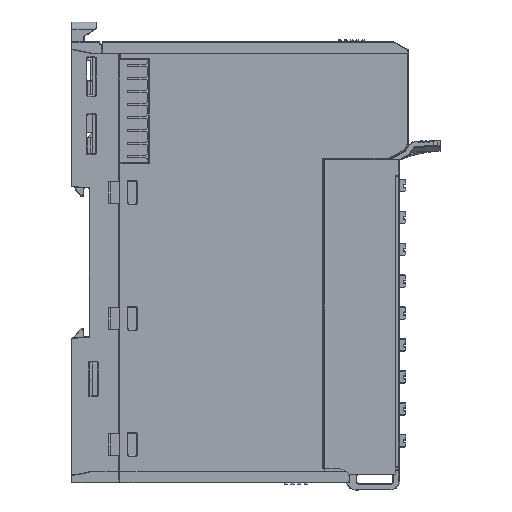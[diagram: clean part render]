
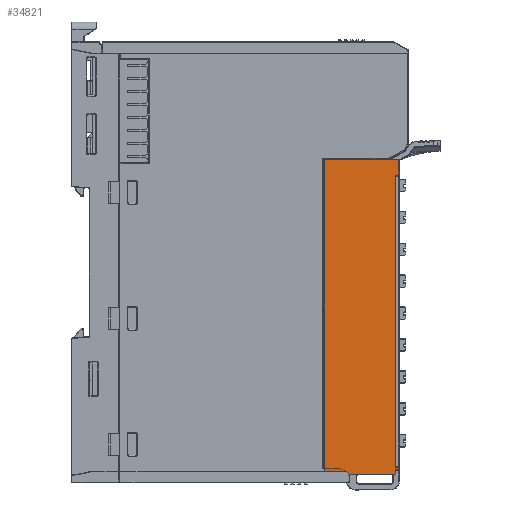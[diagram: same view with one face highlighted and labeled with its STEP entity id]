
A CAD part, left-side view. The second image highlights one B-rep face of the part: STEP entity #34821.
In plain terms, the highlighted planar face has unit normal (-1, 0, 0).
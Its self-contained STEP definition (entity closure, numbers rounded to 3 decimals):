
#27324=FACE_OUTER_BOUND('',#64544,.T.);
#34821=ADVANCED_FACE('',(#27324),#37736,.T.);
#37736=PLANE('',#151142);
#44682=LINE('',#264463,#54464);
#44694=LINE('',#264555,#54476);
#44696=LINE('',#264564,#54478);
#45271=LINE('',#266154,#55053);
#45272=LINE('',#266158,#55054);
#45273=LINE('',#266160,#55055);
#45274=LINE('',#266162,#55056);
#45275=LINE('',#266164,#55057);
#45276=LINE('',#266165,#55058);
#45277=LINE('',#266167,#55059);
#45278=LINE('',#266169,#55060);
#54464=VECTOR('',#179334,1.);
#54476=VECTOR('',#179390,1.);
#54478=VECTOR('',#179398,1.);
#55053=VECTOR('',#180967,1.);
#55054=VECTOR('',#180972,1.);
#55055=VECTOR('',#180973,1.);
#55056=VECTOR('',#180974,1.);
#55057=VECTOR('',#180975,1.);
#55058=VECTOR('',#180976,1.);
#55059=VECTOR('',#180977,1.);
#55060=VECTOR('',#180978,1.);
#64544=EDGE_LOOP('',(#95522,#95523,#95524,#95525,#95526,#95527,#95528,#95529,
#95530,#95531,#95532));
#95522=ORIENTED_EDGE('',*,*,#130798,.F.);
#95523=ORIENTED_EDGE('',*,*,#130800,.F.);
#95524=ORIENTED_EDGE('',*,*,#130801,.F.);
#95525=ORIENTED_EDGE('',*,*,#130802,.F.);
#95526=ORIENTED_EDGE('',*,*,#130803,.F.);
#95527=ORIENTED_EDGE('',*,*,#129999,.F.);
#95528=ORIENTED_EDGE('',*,*,#130804,.F.);
#95529=ORIENTED_EDGE('',*,*,#130805,.F.);
#95530=ORIENTED_EDGE('',*,*,#130806,.F.);
#95531=ORIENTED_EDGE('',*,*,#129970,.F.);
#95532=ORIENTED_EDGE('',*,*,#130003,.F.);
#109642=VERTEX_POINT('',#264440);
#109651=VERTEX_POINT('',#264464);
#109671=VERTEX_POINT('',#264552);
#109672=VERTEX_POINT('',#264556);
#109673=VERTEX_POINT('',#264557);
#110180=VERTEX_POINT('',#266155);
#110181=VERTEX_POINT('',#266159);
#110182=VERTEX_POINT('',#266161);
#110183=VERTEX_POINT('',#266163);
#110184=VERTEX_POINT('',#266166);
#110185=VERTEX_POINT('',#266168);
#129970=EDGE_CURVE('',#109642,#109651,#44682,.T.);
#129999=EDGE_CURVE('',#109672,#109673,#44694,.T.);
#130003=EDGE_CURVE('',#109671,#109642,#44696,.T.);
#130798=EDGE_CURVE('',#110180,#109671,#45271,.T.);
#130800=EDGE_CURVE('',#110181,#110180,#45272,.T.);
#130801=EDGE_CURVE('',#110182,#110181,#45273,.T.);
#130802=EDGE_CURVE('',#110183,#110182,#45274,.T.);
#130803=EDGE_CURVE('',#109673,#110183,#45275,.T.);
#130804=EDGE_CURVE('',#110184,#109672,#45276,.T.);
#130805=EDGE_CURVE('',#110185,#110184,#45277,.T.);
#130806=EDGE_CURVE('',#109651,#110185,#45278,.T.);
#151142=AXIS2_PLACEMENT_3D('',#266170,#180979,#180980);
#179334=DIRECTION('',(0.,0.,-1.));
#179390=DIRECTION('',(0.,0.,-1.));
#179398=DIRECTION('',(0.,-1.,0.));
#180967=DIRECTION('',(0.,0.,1.));
#180972=DIRECTION('',(0.,0.,1.));
#180973=DIRECTION('',(0.,1.,0.));
#180974=DIRECTION('',(0.,0.,-1.));
#180975=DIRECTION('',(0.,1.,0.));
#180976=DIRECTION('',(0.,-1.,0.));
#180977=DIRECTION('',(0.,0.,-1.));
#180978=DIRECTION('',(0.,1.,0.));
#180979=DIRECTION('',(-1.,0.,0.));
#180980=DIRECTION('',(0.,-1.,0.));
#264440=CARTESIAN_POINT('',(285.146,-148.342,90.041));
#264463=CARTESIAN_POINT('',(285.146,-148.342,8.755));
#264464=CARTESIAN_POINT('',(285.146,-148.342,86.441));
#264552=CARTESIAN_POINT('',(285.146,-130.542,90.041));
#264555=CARTESIAN_POINT('',(285.146,-148.342,16.541));
#264556=CARTESIAN_POINT('',(285.146,-148.342,16.841));
#264557=CARTESIAN_POINT('',(285.146,-148.342,16.241));
#264564=CARTESIAN_POINT('',(285.146,-128.656,90.041));
#266154=CARTESIAN_POINT('',(285.146,-130.542,8.755));
#266155=CARTESIAN_POINT('',(285.146,-130.542,16.891));
#266158=CARTESIAN_POINT('',(285.146,-130.542,15.241));
#266159=CARTESIAN_POINT('',(285.146,-130.542,15.241));
#266160=CARTESIAN_POINT('',(285.146,-147.62,15.241));
#266161=CARTESIAN_POINT('',(285.146,-147.62,15.241));
#266162=CARTESIAN_POINT('',(285.146,-147.62,90.041));
#266163=CARTESIAN_POINT('',(285.146,-147.62,16.241));
#266164=CARTESIAN_POINT('',(285.146,-142.201,16.241));
#266165=CARTESIAN_POINT('',(285.146,-147.942,16.841));
#266166=CARTESIAN_POINT('',(285.146,-147.62,16.841));
#266167=CARTESIAN_POINT('',(285.146,-147.62,90.041));
#266168=CARTESIAN_POINT('',(285.146,-147.62,86.441));
#266169=CARTESIAN_POINT('',(285.146,-129.866,86.441));
#266170=CARTESIAN_POINT('',(285.146,-128.656,8.755));
